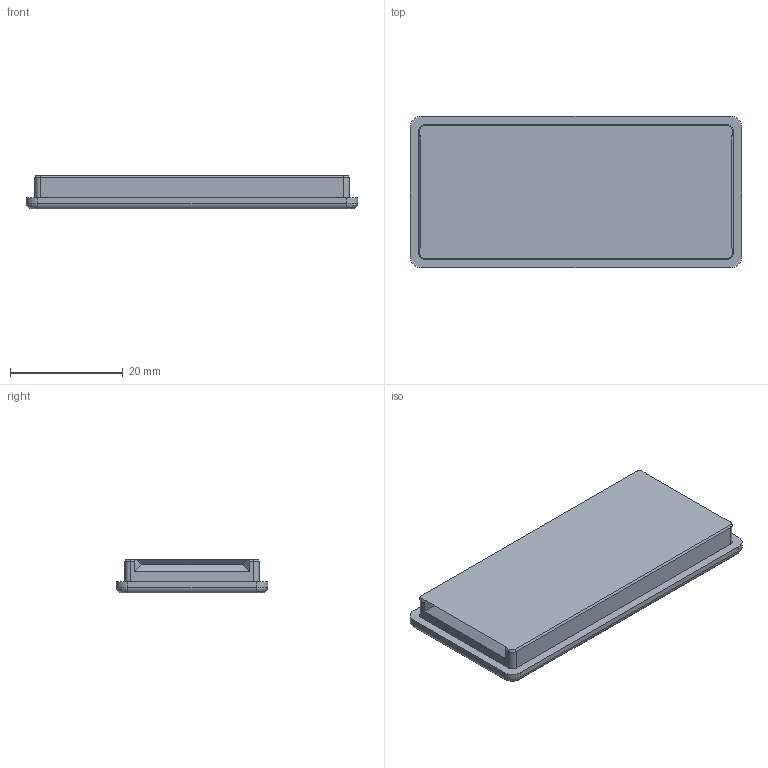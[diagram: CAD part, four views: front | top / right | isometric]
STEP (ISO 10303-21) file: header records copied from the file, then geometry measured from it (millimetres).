
FILE_DESCRIPTION(/* description */ (''),/* implementation_level */ '2;1');
FILE_NAME(/* name */ 'Body Bottom.step',/* time_stamp */ '2023-01-30T20:09:02-05:00',/* author */ (''),/* organization */ (''),/* preprocessor_version */ 'ST-DEVELOPER v19.2',/* originating_system */ 'Autodesk Translation Framework v11.17.0.187',/* authorisation */ '');
FILE_SCHEMA (('AUTOMOTIVE_DESIGN { 1 0 10303 214 3 1 1 }'));
Length unit declared in the file: millimetre
Products named in the file (1): Body Bottom
Bounding box: 58.8 x 26.86 x 6 mm (x, y, z)
Volume: 8370.8 mm3; surface area: 4054.7 mm2
Topology: 1 solids, 1 shells, 45 faces, 110 edges, 68 vertices
Faces by surface type: plane 25, cylinder 12, cone 4, bspline 4
Entity records: 1357 total; most frequent: CARTESIAN_POINT 256, DIRECTION 226, ORIENTED_EDGE 220, EDGE_CURVE 110, LINE 78, VECTOR 78, AXIS2_PLACEMENT_3D 74, VERTEX_POINT 68
